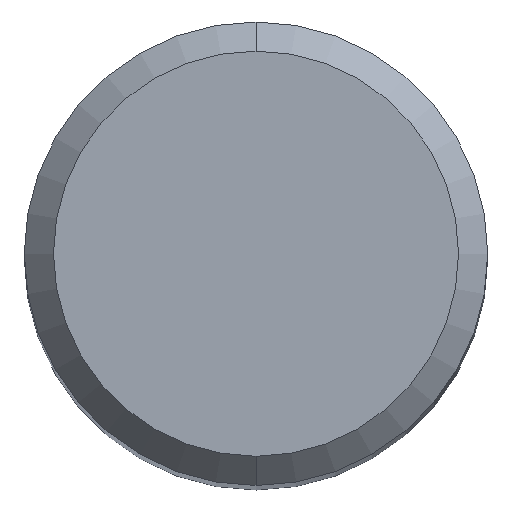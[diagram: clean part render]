
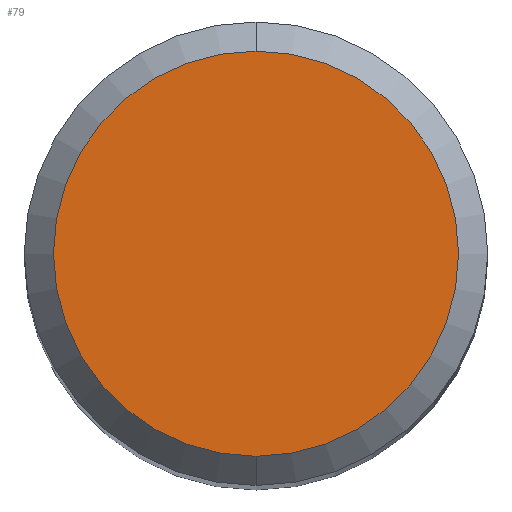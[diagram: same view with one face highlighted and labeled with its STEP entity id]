
A CAD part, top view. The second image highlights one B-rep face of the part: STEP entity #79.
In plain terms, the highlighted planar face has unit normal (0, 0, 1).
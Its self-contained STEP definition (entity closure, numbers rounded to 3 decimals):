
#56=PLANE('',#466);
#79=ADVANCED_FACE('',(#104),#56,.F.);
#104=FACE_OUTER_BOUND('',#127,.T.);
#127=EDGE_LOOP('',(#192,#193));
#192=ORIENTED_EDGE('',*,*,#277,.F.);
#193=ORIENTED_EDGE('',*,*,#276,.F.);
#239=VERTEX_POINT('',#699);
#240=VERTEX_POINT('',#701);
#276=EDGE_CURVE('',#240,#239,#305,.T.);
#277=EDGE_CURVE('',#239,#240,#306,.T.);
#305=CIRCLE('',#463,6.938);
#306=CIRCLE('',#465,6.938);
#463=AXIS2_PLACEMENT_3D('',#702,#585,#586);
#465=AXIS2_PLACEMENT_3D('',#704,#589,#590);
#466=AXIS2_PLACEMENT_3D('',#705,#591,#592);
#585=DIRECTION('',(0.,0.,-1.));
#586=DIRECTION('',(0.,1.,0.));
#589=DIRECTION('',(0.,0.,-1.));
#590=DIRECTION('',(0.,-1.,0.));
#591=DIRECTION('',(0.,0.,-1.));
#592=DIRECTION('',(0.,-1.,0.));
#699=CARTESIAN_POINT('',(0.,-6.938,0.));
#701=CARTESIAN_POINT('',(0.,6.938,0.));
#702=CARTESIAN_POINT('',(0.,0.,0.));
#704=CARTESIAN_POINT('',(0.,0.,0.));
#705=CARTESIAN_POINT('',(0.,0.,0.));
